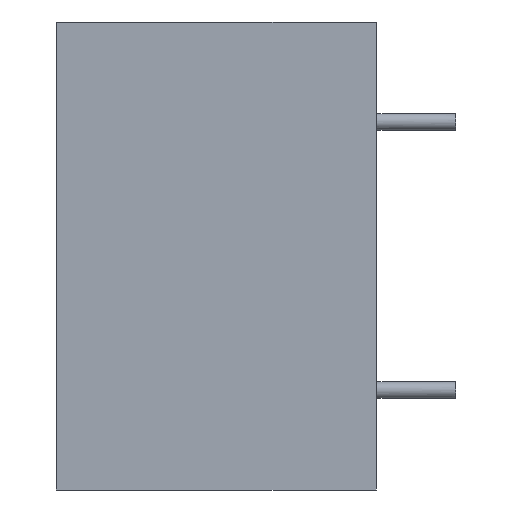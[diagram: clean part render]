
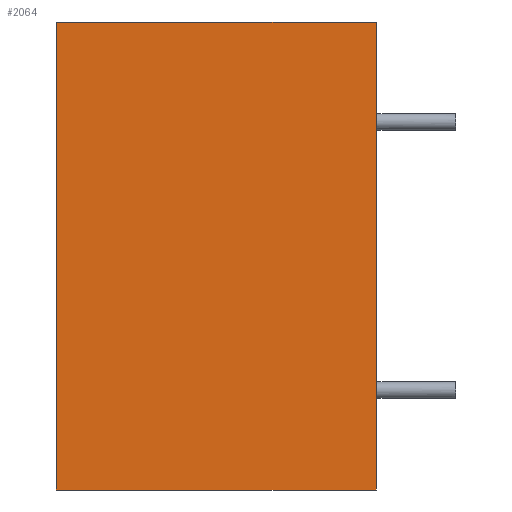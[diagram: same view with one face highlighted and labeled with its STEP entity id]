
A CAD part, left-side view. The second image highlights one B-rep face of the part: STEP entity #2064.
In plain terms, the highlighted planar face has unit normal (-1, 0, 0).
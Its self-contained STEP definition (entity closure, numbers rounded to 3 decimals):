
#25 = AXIS2_PLACEMENT_3D ( 'NONE', #1533, #2023, #492 ) ;
#75 = LINE ( 'NONE', #1515, #1325 ) ;
#120 = VERTEX_POINT ( 'NONE', #432 ) ;
#432 = CARTESIAN_POINT ( 'NONE',  ( 0., 0., 0. ) ) ;
#492 = DIRECTION ( 'NONE',  ( 0., 0., -1. ) ) ;
#532 = ORIENTED_EDGE ( 'NONE', *, *, #914, .T. ) ;
#552 = ORIENTED_EDGE ( 'NONE', *, *, #1528, .F. ) ;
#804 = EDGE_LOOP ( 'NONE', ( #1166, #1401, #552, #532 ) ) ;
#823 = CARTESIAN_POINT ( 'NONE',  ( 0., 0., 0. ) ) ;
#869 = VERTEX_POINT ( 'NONE', #1537 ) ;
#914 = EDGE_CURVE ( 'NONE', #1926, #869, #1892, .T. ) ;
#991 = FACE_OUTER_BOUND ( 'NONE', #804, .T. ) ;
#1037 = CARTESIAN_POINT ( 'NONE',  ( 0., 24.2, 35.4 ) ) ;
#1068 = EDGE_CURVE ( 'NONE', #869, #120, #2130, .T. ) ;
#1087 = VERTEX_POINT ( 'NONE', #2385 ) ;
#1098 = DIRECTION ( 'NONE',  ( 0., -1., 0. ) ) ;
#1105 = DIRECTION ( 'NONE',  ( 0., 0., -1. ) ) ;
#1166 = ORIENTED_EDGE ( 'NONE', *, *, #1068, .T. ) ;
#1325 = VECTOR ( 'NONE', #1105, 1000. ) ;
#1401 = ORIENTED_EDGE ( 'NONE', *, *, #2026, .F. ) ;
#1515 = CARTESIAN_POINT ( 'NONE',  ( 0., 0., 35.4 ) ) ;
#1528 = EDGE_CURVE ( 'NONE', #1926, #1087, #2659, .T. ) ;
#1533 = CARTESIAN_POINT ( 'NONE',  ( 0., 0., 35.4 ) ) ;
#1537 = CARTESIAN_POINT ( 'NONE',  ( 0., 24.2, 0. ) ) ;
#1575 = DIRECTION ( 'NONE',  ( 0., 0., -1. ) ) ;
#1768 = PLANE ( 'NONE',  #25 ) ;
#1892 = LINE ( 'NONE', #1037, #2494 ) ;
#1905 = DIRECTION ( 'NONE',  ( 0., -1., 0. ) ) ;
#1926 = VERTEX_POINT ( 'NONE', #2557 ) ;
#2023 = DIRECTION ( 'NONE',  ( 1., 0., 0. ) ) ;
#2026 = EDGE_CURVE ( 'NONE', #1087, #120, #75, .T. ) ;
#2064 = ADVANCED_FACE ( 'NONE', ( #991 ), #1768, .F. ) ;
#2088 = VECTOR ( 'NONE', #1098, 1000. ) ;
#2130 = LINE ( 'NONE', #823, #2088 ) ;
#2385 = CARTESIAN_POINT ( 'NONE',  ( 0., 0., 35.4 ) ) ;
#2403 = CARTESIAN_POINT ( 'NONE',  ( 0., 0., 35.4 ) ) ;
#2494 = VECTOR ( 'NONE', #1575, 1000. ) ;
#2557 = CARTESIAN_POINT ( 'NONE',  ( 0., 24.2, 35.4 ) ) ;
#2659 = LINE ( 'NONE', #2403, #3166 ) ;
#3166 = VECTOR ( 'NONE', #1905, 1000. ) ;
